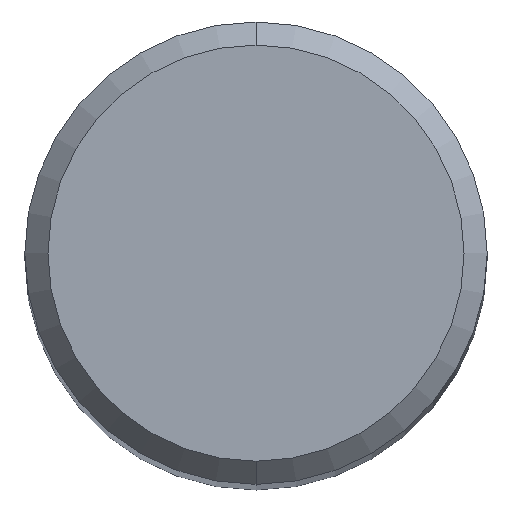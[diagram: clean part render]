
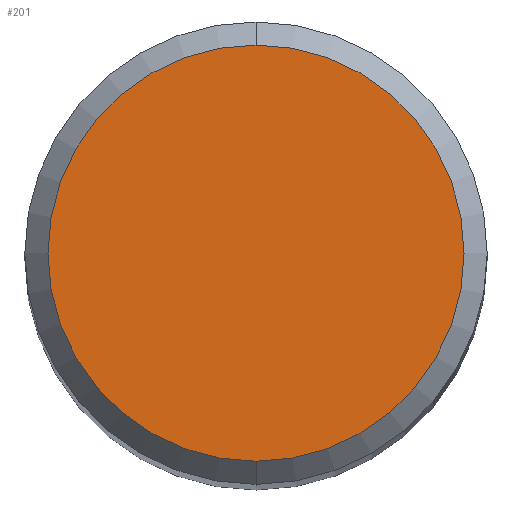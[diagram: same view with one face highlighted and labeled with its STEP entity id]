
A CAD part, top view. The second image highlights one B-rep face of the part: STEP entity #201.
In plain terms, the highlighted planar face has unit normal (0, 0, 1).
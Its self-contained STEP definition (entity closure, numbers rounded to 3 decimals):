
#133=VERTEX_POINT('',#317);
#159=EDGE_CURVE('',#235,#133,#345,.T.);
#187=EDGE_CURVE('',#133,#235,#375,.T.);
#201=ADVANCED_FACE('',(#392),#393,.T.);
#235=VERTEX_POINT('',#433);
#317=CARTESIAN_POINT('',(0.,-5.4,0.0));
#345=CIRCLE('',#564,5.4);
#375=CIRCLE('',#602,5.4);
#392=FACE_OUTER_BOUND('',#620,.T.);
#393=PLANE('',#621);
#433=CARTESIAN_POINT('',(0.0,5.4,0.0));
#564=AXIS2_PLACEMENT_3D('',#779,#780,#781);
#602=AXIS2_PLACEMENT_3D('',#811,#812,#813);
#620=EDGE_LOOP('',(#842,#843));
#621=AXIS2_PLACEMENT_3D('',#844,#845,#846);
#779=CARTESIAN_POINT('',(0.0,0.0,0.0));
#780=DIRECTION('',(0.0,0.0,-1.0));
#781=DIRECTION('',(0.0,1.0,0.0));
#811=CARTESIAN_POINT('',(0.0,0.0,0.0));
#812=DIRECTION('',(0.0,0.0,-1.0));
#813=DIRECTION('',(0.0,1.0,0.0));
#842=ORIENTED_EDGE('',*,*,#159,.F.);
#843=ORIENTED_EDGE('',*,*,#187,.F.);
#844=CARTESIAN_POINT('',(0.0,2.7,0.0));
#845=DIRECTION('',(-0.0,0.0,1.0));
#846=DIRECTION('',(0.0,-1.0,0.0));
